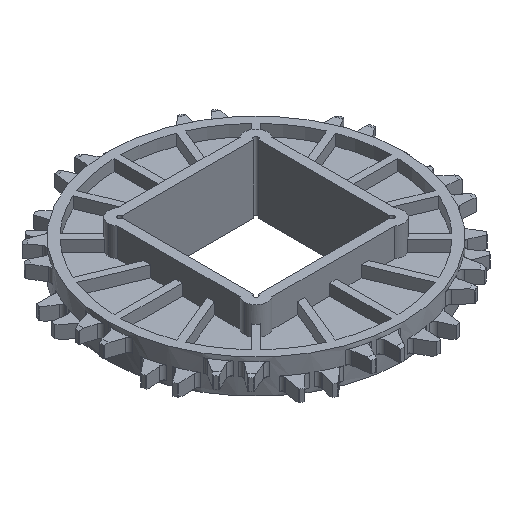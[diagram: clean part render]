
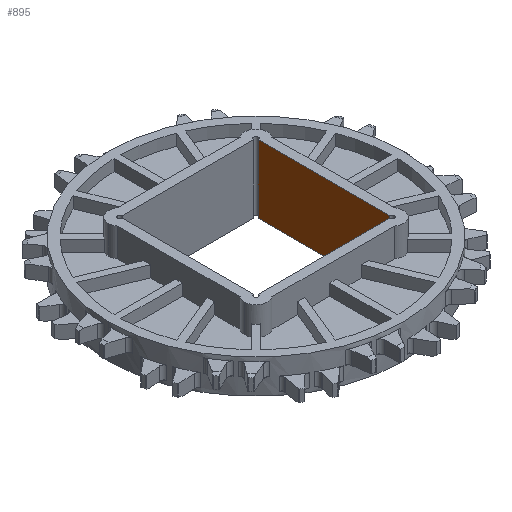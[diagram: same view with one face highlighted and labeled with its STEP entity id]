
A CAD part, isometric view. The second image highlights one B-rep face of the part: STEP entity #895.
In plain terms, the highlighted planar face has unit normal (-1, 0, 0).
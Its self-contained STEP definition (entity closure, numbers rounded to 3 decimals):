
#883 = LINE ( 'NONE', #15898, #17785 ) ;
#895 = ADVANCED_FACE ( 'NONE', ( #11931 ), #3774, .T. ) ;
#929 = EDGE_CURVE ( 'NONE', #13173, #4927, #18087, .T. ) ;
#1174 = ORIENTED_EDGE ( 'NONE', *, *, #10208, .F. ) ;
#1290 = DIRECTION ( 'NONE',  ( 0., 1., 0. ) ) ;
#1339 = EDGE_LOOP ( 'NONE', ( #1818, #11101, #1174, #9101 ) ) ;
#1818 = ORIENTED_EDGE ( 'NONE', *, *, #929, .T. ) ;
#1852 = LINE ( 'NONE', #16065, #10380 ) ;
#2534 = LINE ( 'NONE', #8116, #10148 ) ;
#2940 = EDGE_CURVE ( 'NONE', #13173, #8066, #1852, .T. ) ;
#3577 = DIRECTION ( 'NONE',  ( -1., 0., 0. ) ) ;
#3774 = PLANE ( 'NONE',  #7090 ) ;
#4927 = VERTEX_POINT ( 'NONE', #9324 ) ;
#4958 = CARTESIAN_POINT ( 'NONE',  ( 30., -29., 15. ) ) ;
#4971 = CARTESIAN_POINT ( 'NONE',  ( 30., 29., -15. ) ) ;
#5533 = EDGE_CURVE ( 'NONE', #4927, #9403, #2534, .T. ) ;
#5863 = CARTESIAN_POINT ( 'NONE',  ( 30., -29., -15. ) ) ;
#7090 = AXIS2_PLACEMENT_3D ( 'NONE', #4958, #3577, #9370 ) ;
#8066 = VERTEX_POINT ( 'NONE', #5863 ) ;
#8116 = CARTESIAN_POINT ( 'NONE',  ( 30., 29., 15. ) ) ;
#8213 = DIRECTION ( 'NONE',  ( 0., 0., -1. ) ) ;
#9101 = ORIENTED_EDGE ( 'NONE', *, *, #2940, .F. ) ;
#9324 = CARTESIAN_POINT ( 'NONE',  ( 30., 29., 15. ) ) ;
#9370 = DIRECTION ( 'NONE',  ( 0., 0., 1. ) ) ;
#9403 = VERTEX_POINT ( 'NONE', #4971 ) ;
#10148 = VECTOR ( 'NONE', #8213, 1000. ) ;
#10208 = EDGE_CURVE ( 'NONE', #8066, #9403, #883, .T. ) ;
#10309 = DIRECTION ( 'NONE',  ( 0., 1., 0. ) ) ;
#10380 = VECTOR ( 'NONE', #14414, 1000. ) ;
#11101 = ORIENTED_EDGE ( 'NONE', *, *, #5533, .T. ) ;
#11572 = CARTESIAN_POINT ( 'NONE',  ( 30., -29., 15. ) ) ;
#11931 = FACE_OUTER_BOUND ( 'NONE', #1339, .T. ) ;
#13173 = VERTEX_POINT ( 'NONE', #11572 ) ;
#14414 = DIRECTION ( 'NONE',  ( 0., 0., -1. ) ) ;
#15041 = CARTESIAN_POINT ( 'NONE',  ( 30., -29., 15. ) ) ;
#15578 = VECTOR ( 'NONE', #1290, 1000. ) ;
#15898 = CARTESIAN_POINT ( 'NONE',  ( 30., -29., -15. ) ) ;
#16065 = CARTESIAN_POINT ( 'NONE',  ( 30., -29., 15. ) ) ;
#17785 = VECTOR ( 'NONE', #10309, 1000. ) ;
#18087 = LINE ( 'NONE', #15041, #15578 ) ;
